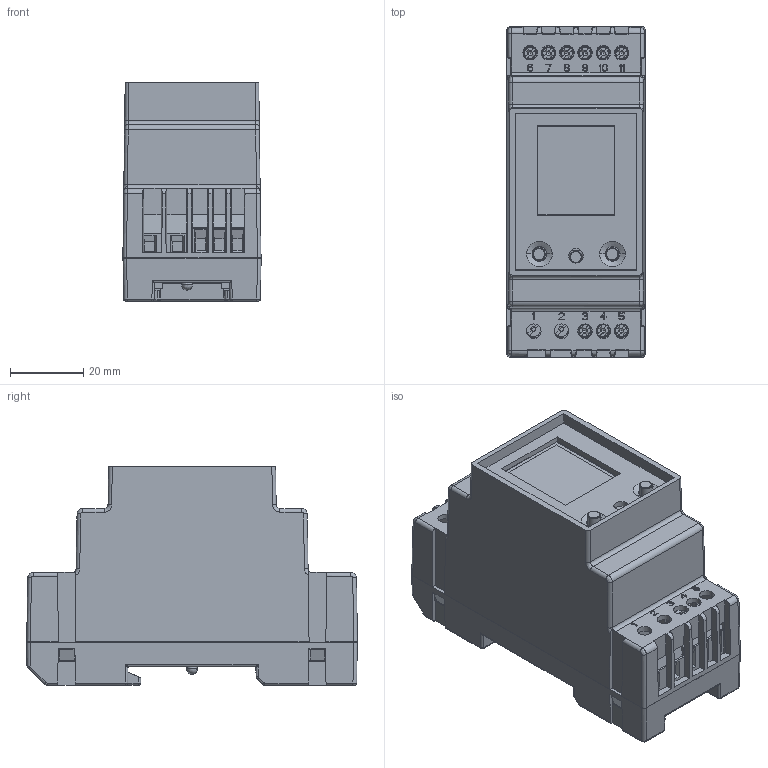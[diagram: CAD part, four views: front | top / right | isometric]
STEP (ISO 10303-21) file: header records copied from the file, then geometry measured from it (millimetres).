
FILE_DESCRIPTION(/* description */ (''),/* implementation_level */ '2;1');
FILE_NAME(/* name */ 'FILE_STP_CAD_DRAWING_3D_RM1DA230_prt.stp',/* time_stamp */ '2024-04-22T08:50:18+02:00',/* author */ (''),/* organization */ (''),/* preprocessor_version */ 'ST-DEVELOPER v16.7',/* originating_system */ 'SIEMENS PLM Software NX 12.0',/* authorisation */ '');
FILE_SCHEMA (('AUTOMOTIVE_DESIGN { 1 0 10303 214 3 1 1 1 }'));
Length unit declared in the file: millimetre
Products named in the file (1): 3D_RM1DA230
Bounding box: 37.83 x 90.54 x 59.73 mm (x, y, z)
Surface area: 41123.2 mm2 (no closed solid volume)
Topology: 0 solids, 70 shells, 822 faces, 4492 edges, 3605 vertices
Faces by surface type: plane 531, cylinder 186, bspline 38, torus 26, cone 25, sphere 16
Entity records: 47476 total; most frequent: CARTESIAN_POINT 13316, DIRECTION 6326, ORIENTED_EDGE 6227, EDGE_CURVE 4471, VERTEX_POINT 3604, LINE 3234, VECTOR 3234, AXIS2_PLACEMENT_3D 1546
